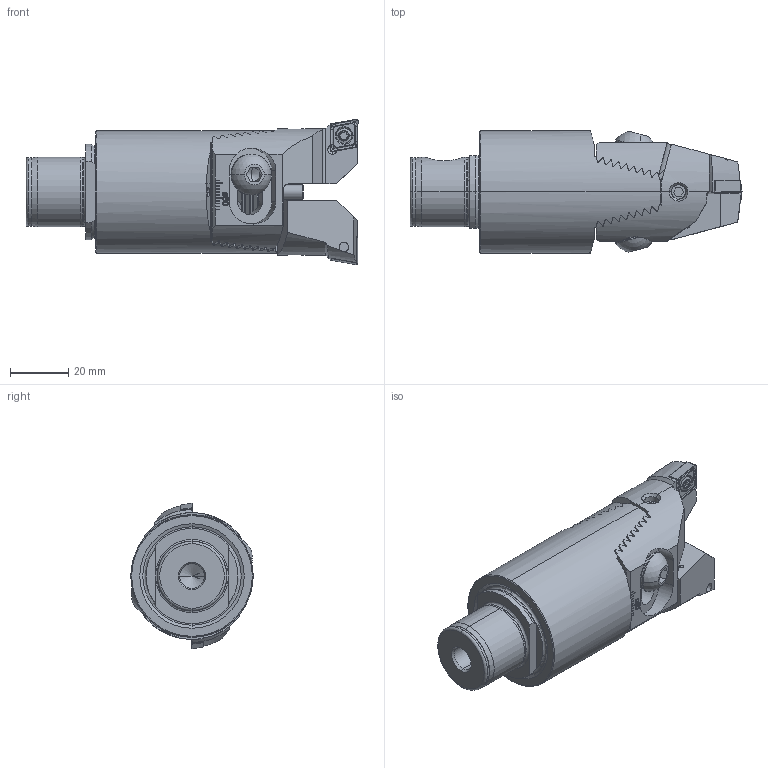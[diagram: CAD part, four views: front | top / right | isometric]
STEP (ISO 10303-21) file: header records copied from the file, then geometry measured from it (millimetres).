
FILE_DESCRIPTION (( 'STEP AP203' ), '1' );
FILE_NAME ('MB4.Z42.K23.090.STEP', '2013-09-25T14:35:11', ( 'baer' ), ( 'Hewlett-Packard Company' ), 'SwSTEP 2.0', 'SolidWorks 2012', '' );
FILE_SCHEMA (( 'CONFIG_CONTROL_DESIGN' ));
Length unit declared in the file: millimetre
Products named in the file (11): MB4.Z42.K23.090; Z42-WCB.001.028; Z42-ER3.001.016; CCMT09T304; WCB-ER2.001.009_A; Z42-xxx.001.028_D; Z42-ER2.001.019_A; Z42-ER1.001.020; Z42-ER1.003.020_A_gespannt; Z42-ER1.002.020_A; MB4-Z42.K23.090_B
Assembly tree (15 placements, depth 3):
  MB4.Z42.K23.090
    MB4-Z42.K23.090_B
    Z42-ER1.001.020  x2
      Z42-ER1.002.020_A
      Z42-ER1.003.020_A_gespannt
    Z42-ER2.001.019_A
    Z42-WCB.001.028
      Z42-xxx.001.028_D  x2
      WCB-ER2.001.009_A  x2
      CCMT09T304  x2
      Z42-ER3.001.016  x2
Bounding box: 114 x 42 x 50 mm (x, y, z)
Volume: 106309.7 mm3; surface area: 31930.1 mm2
Topology: 14 solids, 14 shells, 979 faces, 2595 edges, 1623 vertices
Faces by surface type: plane 495, cylinder 217, cone 125, bspline 88, torus 42, sphere 12
Entity records: 23353 total; most frequent: CARTESIAN_POINT 7851, ORIENTED_EDGE 3298, DIRECTION 2618, EDGE_CURVE 1649, VERTEX_POINT 1047, AXIS2_PLACEMENT_3D 932, LINE 754, VECTOR 754
